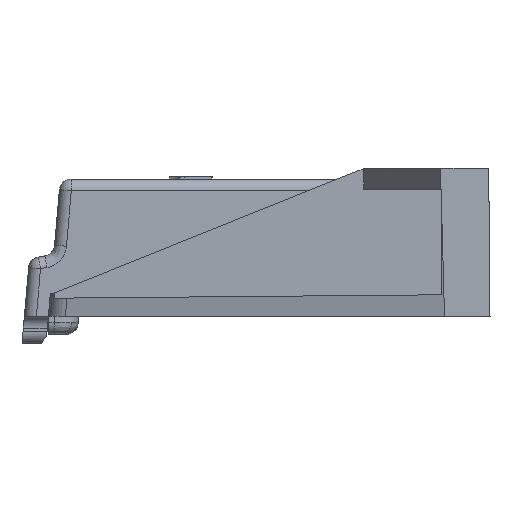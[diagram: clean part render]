
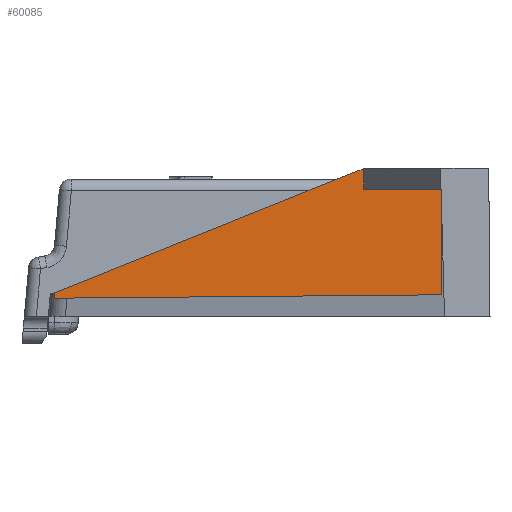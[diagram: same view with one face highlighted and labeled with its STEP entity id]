
A CAD part, left-side view. The second image highlights one B-rep face of the part: STEP entity #60085.
In plain terms, the highlighted planar face has unit normal (-1, 0.009, 0).
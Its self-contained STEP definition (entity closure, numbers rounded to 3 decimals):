
#1338 = CARTESIAN_POINT ( 'NONE',  ( -66.44, 0.36, 12.255 ) ) ;
#1929 = CARTESIAN_POINT ( 'NONE',  ( -66.5, -6.5, 0. ) ) ;
#2279 = CARTESIAN_POINT ( 'NONE',  ( -66.441, 0.255, 12.297 ) ) ;
#2687 = CARTESIAN_POINT ( 'NONE',  ( -66.44, 0.36, 12.255 ) ) ;
#2864 = DIRECTION ( 'NONE',  ( 0., 0., -1. ) ) ;
#3089 = ORIENTED_EDGE ( 'NONE', *, *, #11084, .T. ) ;
#3393 = ORIENTED_EDGE ( 'NONE', *, *, #61502, .T. ) ;
#4414 = LINE ( 'NONE', #38356, #32297 ) ;
#4472 = VERTEX_POINT ( 'NONE', #5293 ) ;
#4693 = VECTOR ( 'NONE', #2864, 1000. ) ;
#4732 = DIRECTION ( 'NONE',  ( 0., 0., 1. ) ) ;
#5293 = CARTESIAN_POINT ( 'NONE',  ( -66.443, 0.037, 10.657 ) ) ;
#7737 = LINE ( 'NONE', #28292, #19910 ) ;
#7801 = FACE_OUTER_BOUND ( 'NONE', #7923, .T. ) ;
#7923 = EDGE_LOOP ( 'NONE', ( #48091, #31545, #52213, #3089, #3393, #42100, #29002 ) ) ;
#8740 = CARTESIAN_POINT ( 'NONE',  ( -66.5, -6.5, 0. ) ) ;
#9077 = CARTESIAN_POINT ( 'NONE',  ( -66.217, 25.922, 1.952 ) ) ;
#9169 = CARTESIAN_POINT ( 'NONE',  ( -66.5, -6.5, 1.8 ) ) ;
#9380 =( BOUNDED_CURVE ( )  B_SPLINE_CURVE ( 3, ( #25405, #44746, #2279, #1338 ),
 .UNSPECIFIED., .F., .F. ) 
 B_SPLINE_CURVE_WITH_KNOTS ( ( 4, 4 ),
 ( 4.927, 5.096 ),
 .UNSPECIFIED. ) 
 CURVE ( )  GEOMETRIC_REPRESENTATION_ITEM ( )  RATIONAL_B_SPLINE_CURVE ( ( 1., 0.998, 0.998, 1. ) ) 
 REPRESENTATION_ITEM ( '' )  );
#11084 = EDGE_CURVE ( 'NONE', #60713, #29689, #46583, .T. ) ;
#12546 = DIRECTION ( 'NONE',  ( -0.009, -1., 0. ) ) ;
#12786 = VERTEX_POINT ( 'NONE', #9169 ) ;
#15753 = CARTESIAN_POINT ( 'NONE',  ( -66.5, -6.5, 10.6 ) ) ;
#17610 = PLANE ( 'NONE',  #52164 ) ;
#18272 = CARTESIAN_POINT ( 'NONE',  ( -66.217, 25.933, 1.807 ) ) ;
#19910 = VECTOR ( 'NONE', #57457, 1000. ) ;
#20288 = EDGE_CURVE ( 'NONE', #38122, #62154, #9380, .T. ) ;
#20409 = CARTESIAN_POINT ( 'NONE',  ( -66.443, 0.037, 12.354 ) ) ;
#23075 = LINE ( 'NONE', #27824, #46199 ) ;
#23418 = VECTOR ( 'NONE', #55707, 1000. ) ;
#25405 = CARTESIAN_POINT ( 'NONE',  ( -66.443, 0.037, 12.354 ) ) ;
#27824 = CARTESIAN_POINT ( 'NONE',  ( -66.406, 4.299, 10.667 ) ) ;
#28292 = CARTESIAN_POINT ( 'NONE',  ( -66.495, -5.92, 1.795 ) ) ;
#29002 = ORIENTED_EDGE ( 'NONE', *, *, #36618, .T. ) ;
#29689 = VERTEX_POINT ( 'NONE', #56789 ) ;
#31545 = ORIENTED_EDGE ( 'NONE', *, *, #20288, .T. ) ;
#32037 = EDGE_CURVE ( 'NONE', #4472, #38122, #4414, .T. ) ;
#32297 = VECTOR ( 'NONE', #4732, 1000. ) ;
#33468 = CARTESIAN_POINT ( 'NONE',  ( -66.217, 25.955, 1.517 ) ) ;
#34069 = VERTEX_POINT ( 'NONE', #15753 ) ;
#36618 = EDGE_CURVE ( 'NONE', #34069, #4472, #55400, .T. ) ;
#36808 = CARTESIAN_POINT ( 'NONE',  ( -66.217, 25.922, 1.952 ) ) ;
#38122 = VERTEX_POINT ( 'NONE', #20409 ) ;
#38356 = CARTESIAN_POINT ( 'NONE',  ( -66.443, 0.037, 10.6 ) ) ;
#41448 = CARTESIAN_POINT ( 'NONE',  ( -66.495, -5.92, 10.605 ) ) ;
#42100 = ORIENTED_EDGE ( 'NONE', *, *, #49749, .F. ) ;
#44746 = CARTESIAN_POINT ( 'NONE',  ( -66.442, 0.147, 12.33 ) ) ;
#46199 = VECTOR ( 'NONE', #47162, 1000. ) ;
#46583 =( BOUNDED_CURVE ( )  B_SPLINE_CURVE ( 3, ( #9077, #18272, #57559, #33468 ),
 .UNSPECIFIED., .F., .F. ) 
 B_SPLINE_CURVE_WITH_KNOTS ( ( 4, 4 ),
 ( 2.192, 2.196 ),
 .UNSPECIFIED. ) 
 CURVE ( )  GEOMETRIC_REPRESENTATION_ITEM ( )  RATIONAL_B_SPLINE_CURVE ( ( 1., 1., 1., 1. ) ) 
 REPRESENTATION_ITEM ( '' )  );
#47162 = DIRECTION ( 'NONE',  ( 0.008, 0.927, -0.374 ) ) ;
#48091 = ORIENTED_EDGE ( 'NONE', *, *, #32037, .T. ) ;
#49749 = EDGE_CURVE ( 'NONE', #34069, #12786, #50408, .T. ) ;
#50408 = LINE ( 'NONE', #1929, #4693 ) ;
#51118 = EDGE_CURVE ( 'NONE', #62154, #60713, #23075, .T. ) ;
#52164 = AXIS2_PLACEMENT_3D ( 'NONE', #8740, #56591, #12546 ) ;
#52213 = ORIENTED_EDGE ( 'NONE', *, *, #51118, .T. ) ;
#55400 = LINE ( 'NONE', #41448, #23418 ) ;
#55707 = DIRECTION ( 'NONE',  ( 0.009, 1., 0.009 ) ) ;
#56591 = DIRECTION ( 'NONE',  ( -1., 0.009, 0. ) ) ;
#56789 = CARTESIAN_POINT ( 'NONE',  ( -66.217, 25.955, 1.517 ) ) ;
#57457 = DIRECTION ( 'NONE',  ( -0.009, -1., 0.009 ) ) ;
#57559 = CARTESIAN_POINT ( 'NONE',  ( -66.217, 25.944, 1.662 ) ) ;
#60085 = ADVANCED_FACE ( 'NONE', ( #7801 ), #17610, .T. ) ;
#60713 = VERTEX_POINT ( 'NONE', #36808 ) ;
#61502 = EDGE_CURVE ( 'NONE', #29689, #12786, #7737, .T. ) ;
#62154 = VERTEX_POINT ( 'NONE', #2687 ) ;
